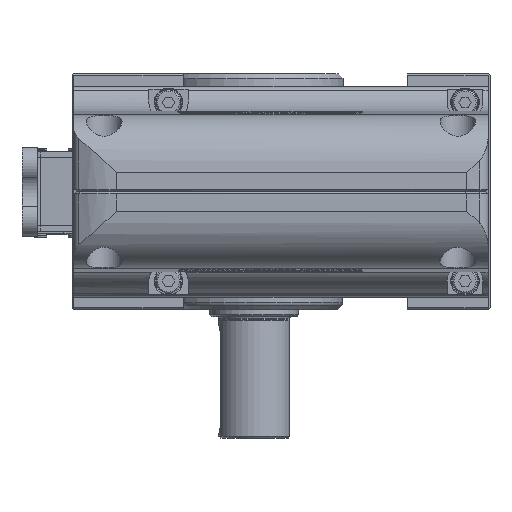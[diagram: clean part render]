
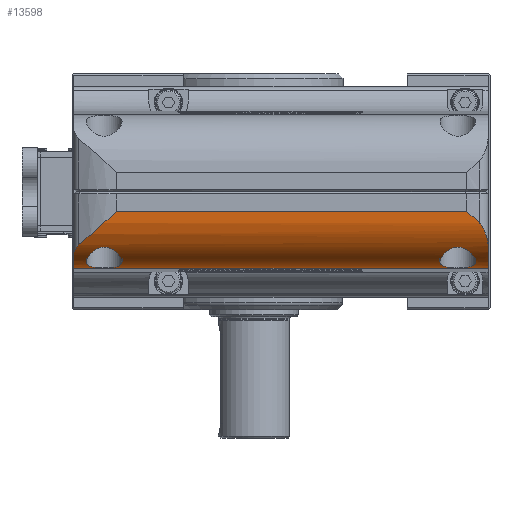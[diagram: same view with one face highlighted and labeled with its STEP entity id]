
A CAD part, left-side view. The second image highlights one B-rep face of the part: STEP entity #13598.
In plain terms, the highlighted cylindrical face has radius 16 mm (diameter 32 mm), a partial arc.
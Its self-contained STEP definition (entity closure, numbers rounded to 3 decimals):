
#271=CYLINDRICAL_SURFACE('',#14836,16.);
#507=B_SPLINE_CURVE_WITH_KNOTS('',3,(#22876,#22877,#22878,#22879,#22880,
#22881,#22882,#22883,#22884,#22885,#22886,#22887,#22888,#22889,#22890,#22891,
#22892,#22893,#22894,#22895),.UNSPECIFIED.,.T.,.F.,(1,1,1,1,1,1,1,1,1,1,
1,1,1,1,1,1,1,1,1,1,1,1,1,1),(-0.004,-0.002,
-0.001,0.,0.002,0.004,0.006,
0.008,0.011,0.013,0.015,
0.017,0.019,0.021,0.023,
0.025,0.028,0.03,0.032,
0.033,0.034,0.036,0.038,
0.04),.UNSPECIFIED.);
#508=B_SPLINE_CURVE_WITH_KNOTS('',3,(#22897,#22898,#22899,#22900),
 .UNSPECIFIED.,.F.,.F.,(4,4),(0.,0.005),.UNSPECIFIED.);
#509=B_SPLINE_CURVE_WITH_KNOTS('',3,(#22905,#22906,#22907,#22908,#22909,
#22910),.UNSPECIFIED.,.F.,.F.,(4,1,1,4),(0.,0.007,0.011,
0.014),.UNSPECIFIED.);
#510=B_SPLINE_CURVE_WITH_KNOTS('',3,(#22912,#22913,#22914,#22915,#22916),
 .UNSPECIFIED.,.F.,.F.,(4,1,4),(0.,0.002,
0.004),.UNSPECIFIED.);
#511=B_SPLINE_CURVE_WITH_KNOTS('',3,(#22924,#22925,#22926,#22927,#22928,
#22929,#22930,#22931),.UNSPECIFIED.,.F.,.F.,(4,1,1,1,1,4),(0.,
0.002,0.004,0.006,0.007,
0.008),.UNSPECIFIED.);
#512=B_SPLINE_CURVE_WITH_KNOTS('',3,(#22932,#22933,#22934,#22935,#22936,
#22937,#22938,#22939,#22940,#22941,#22942,#22943,#22944,#22945,#22946,#22947,
#22948,#22949,#22950,#22951,#22952),.UNSPECIFIED.,.T.,.F.,(1,1,1,1,1,1,
1,1,1,1,1,1,1,1,1,1,1,1,1,1,1,1,1,1,1),(-0.006,-0.004,
-0.002,0.,0.002,0.004,0.006,
0.009,0.011,0.013,0.015,
0.016,0.017,0.018,0.019,
0.021,0.023,0.026,0.028,
0.03,0.032,0.034,0.036,
0.038,0.04),.UNSPECIFIED.);
#1131=LINE('',#22903,#2221);
#1132=LINE('',#22920,#2222);
#2221=VECTOR('',#17489,1000.);
#2222=VECTOR('',#17492,1000.);
#4613=ORIENTED_EDGE('',*,*,#7510,.F.);
#4614=ORIENTED_EDGE('',*,*,#7511,.T.);
#4615=ORIENTED_EDGE('',*,*,#7512,.F.);
#4616=ORIENTED_EDGE('',*,*,#7513,.T.);
#4617=ORIENTED_EDGE('',*,*,#7514,.T.);
#4618=ORIENTED_EDGE('',*,*,#7515,.F.);
#4619=ORIENTED_EDGE('',*,*,#7516,.T.);
#4620=ORIENTED_EDGE('',*,*,#7517,.T.);
#4621=ORIENTED_EDGE('',*,*,#7518,.T.);
#4622=ORIENTED_EDGE('',*,*,#7519,.F.);
#7510=EDGE_CURVE('',#9117,#9117,#507,.T.);
#7511=EDGE_CURVE('',#9118,#9119,#508,.T.);
#7512=EDGE_CURVE('',#9120,#9119,#1131,.T.);
#7513=EDGE_CURVE('',#9120,#9121,#509,.F.);
#7514=EDGE_CURVE('',#9121,#9122,#510,.T.);
#7515=EDGE_CURVE('',#9123,#9122,#10114,.T.);
#7516=EDGE_CURVE('',#9123,#9124,#1132,.T.);
#7517=EDGE_CURVE('',#9124,#9125,#10115,.T.);
#7518=EDGE_CURVE('',#9125,#9118,#511,.T.);
#7519=EDGE_CURVE('',#9126,#9126,#512,.T.);
#9117=VERTEX_POINT('',#22896);
#9118=VERTEX_POINT('',#22901);
#9119=VERTEX_POINT('',#22902);
#9120=VERTEX_POINT('',#22904);
#9121=VERTEX_POINT('',#22911);
#9122=VERTEX_POINT('',#22917);
#9123=VERTEX_POINT('',#22919);
#9124=VERTEX_POINT('',#22921);
#9125=VERTEX_POINT('',#22923);
#9126=VERTEX_POINT('',#22953);
#10114=CIRCLE('',#14837,16.);
#10115=CIRCLE('',#14838,16.);
#10900=EDGE_LOOP('',(#4613));
#10901=EDGE_LOOP('',(#4614,#4615,#4616,#4617,#4618,#4619,#4620,#4621));
#10902=EDGE_LOOP('',(#4622));
#12080=FACE_BOUND('',#10900,.T.);
#12081=FACE_BOUND('',#10901,.T.);
#12082=FACE_BOUND('',#10902,.T.);
#13598=ADVANCED_FACE('',(#12080,#12081,#12082),#271,.T.);
#14836=AXIS2_PLACEMENT_3D('',#22875,#17487,#17488);
#14837=AXIS2_PLACEMENT_3D('',#22918,#17490,#17491);
#14838=AXIS2_PLACEMENT_3D('',#22922,#17493,#17494);
#17487=DIRECTION('',(0.,-1.,0.));
#17488=DIRECTION('',(0.,0.,-1.));
#17489=DIRECTION('',(0.,-1.,0.));
#17490=DIRECTION('',(0.,1.,0.));
#17491=DIRECTION('',(1.,0.,0.));
#17492=DIRECTION('',(0.,-1.,0.));
#17493=DIRECTION('',(0.,1.,0.));
#17494=DIRECTION('',(1.,0.,0.));
#22875=CARTESIAN_POINT('',(-140.,58.,-5.5));
#22876=CARTESIAN_POINT('',(-152.42,48.421,-15.589));
#22877=CARTESIAN_POINT('',(-152.58,49.866,-15.385));
#22878=CARTESIAN_POINT('',(-152.177,51.601,-15.902));
#22879=CARTESIAN_POINT('',(-151.116,53.098,-17.054));
#22880=CARTESIAN_POINT('',(-149.675,54.116,-18.296));
#22881=CARTESIAN_POINT('',(-147.93,54.597,-19.453));
#22882=CARTESIAN_POINT('',(-145.976,54.404,-20.392));
#22883=CARTESIAN_POINT('',(-144.131,53.395,-20.988));
#22884=CARTESIAN_POINT('',(-142.817,51.655,-21.258));
#22885=CARTESIAN_POINT('',(-142.346,49.519,-21.326));
#22886=CARTESIAN_POINT('',(-142.801,47.381,-21.261));
#22887=CARTESIAN_POINT('',(-144.101,45.63,-20.996));
#22888=CARTESIAN_POINT('',(-145.945,44.605,-20.404));
#22889=CARTESIAN_POINT('',(-147.902,44.399,-19.469));
#22890=CARTESIAN_POINT('',(-149.665,44.879,-18.304));
#22891=CARTESIAN_POINT('',(-151.105,45.889,-17.063));
#22892=CARTESIAN_POINT('',(-151.993,47.144,-16.103));
#22893=CARTESIAN_POINT('',(-152.42,48.421,-15.589));
#22894=CARTESIAN_POINT('',(-152.58,49.866,-15.385));
#22895=CARTESIAN_POINT('',(-152.177,51.601,-15.902));
#22896=CARTESIAN_POINT('',(-152.5,49.5,-15.487));
#22897=CARTESIAN_POINT('',(-155.686,-55.53,-8.654));
#22898=CARTESIAN_POINT('',(-155.896,-54.358,-7.609));
#22899=CARTESIAN_POINT('',(-156.,-53.179,-6.554));
#22900=CARTESIAN_POINT('',(-156.,-52.,-5.5));
#22901=CARTESIAN_POINT('',(-155.686,-55.53,-8.654));
#22902=CARTESIAN_POINT('',(-156.,-52.,-5.5));
#22903=CARTESIAN_POINT('',(-156.,58.,-5.5));
#22904=CARTESIAN_POINT('',(-156.,46.,-5.5));
#22905=CARTESIAN_POINT('',(-152.967,56.588,-14.873));
#22906=CARTESIAN_POINT('',(-154.014,54.911,-13.425));
#22907=CARTESIAN_POINT('',(-155.127,52.324,-11.145));
#22908=CARTESIAN_POINT('',(-155.876,48.737,-7.948));
#22909=CARTESIAN_POINT('',(-156.,46.9,-6.305));
#22910=CARTESIAN_POINT('',(-156.,46.,-5.5));
#22911=CARTESIAN_POINT('',(-152.967,56.588,-14.873));
#22912=CARTESIAN_POINT('',(-152.967,56.588,-14.873));
#22913=CARTESIAN_POINT('',(-152.672,57.062,-15.282));
#22914=CARTESIAN_POINT('',(-151.918,57.731,-16.235));
#22915=CARTESIAN_POINT('',(-150.945,58.,-17.191));
#22916=CARTESIAN_POINT('',(-150.422,58.,-17.64));
#22917=CARTESIAN_POINT('',(-150.422,58.,-17.64));
#22918=CARTESIAN_POINT('',(-140.,58.,-5.5));
#22919=CARTESIAN_POINT('',(-140.205,58.,-21.499));
#22920=CARTESIAN_POINT('',(-140.205,58.,-21.499));
#22921=CARTESIAN_POINT('',(-140.205,-58.,-21.499));
#22922=CARTESIAN_POINT('',(-140.,-58.,-5.5));
#22923=CARTESIAN_POINT('',(-152.733,-58.,-15.188));
#22924=CARTESIAN_POINT('',(-152.733,-58.,-15.188));
#22925=CARTESIAN_POINT('',(-153.129,-58.,-14.668));
#22926=CARTESIAN_POINT('',(-153.842,-57.85,-13.601));
#22927=CARTESIAN_POINT('',(-154.698,-57.332,-11.911));
#22928=CARTESIAN_POINT('',(-155.214,-56.743,-10.512));
#22929=CARTESIAN_POINT('',(-155.524,-56.14,-9.405));
#22930=CARTESIAN_POINT('',(-155.642,-55.774,-8.872));
#22931=CARTESIAN_POINT('',(-155.686,-55.53,-8.654));
#22932=CARTESIAN_POINT('',(-142.813,-47.353,-21.259));
#22933=CARTESIAN_POINT('',(-142.344,-49.502,-21.326));
#22934=CARTESIAN_POINT('',(-142.811,-51.64,-21.259));
#22935=CARTESIAN_POINT('',(-144.112,-53.378,-20.993));
#22936=CARTESIAN_POINT('',(-145.955,-54.398,-20.4));
#22937=CARTESIAN_POINT('',(-147.916,-54.6,-19.461));
#22938=CARTESIAN_POINT('',(-149.675,-54.116,-18.296));
#22939=CARTESIAN_POINT('',(-151.114,-53.101,-17.054));
#22940=CARTESIAN_POINT('',(-151.998,-51.848,-16.098));
#22941=CARTESIAN_POINT('',(-152.422,-50.567,-15.586));
#22942=CARTESIAN_POINT('',(-152.539,-49.495,-15.438));
#22943=CARTESIAN_POINT('',(-152.42,-48.424,-15.588));
#22944=CARTESIAN_POINT('',(-151.995,-47.148,-16.101));
#22945=CARTESIAN_POINT('',(-151.112,-45.894,-17.058));
#22946=CARTESIAN_POINT('',(-149.664,-44.88,-18.304));
#22947=CARTESIAN_POINT('',(-147.922,-44.402,-19.457));
#22948=CARTESIAN_POINT('',(-145.961,-44.6,-20.398));
#22949=CARTESIAN_POINT('',(-144.119,-45.616,-20.991));
#22950=CARTESIAN_POINT('',(-142.813,-47.353,-21.259));
#22951=CARTESIAN_POINT('',(-142.344,-49.502,-21.326));
#22952=CARTESIAN_POINT('',(-142.811,-51.64,-21.259));
#22953=CARTESIAN_POINT('',(-142.5,-49.5,-21.303));
